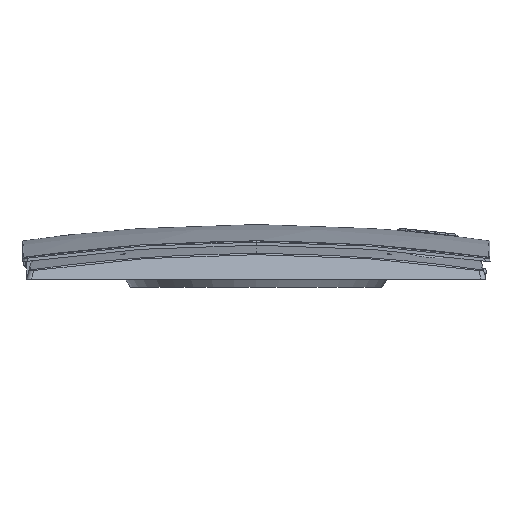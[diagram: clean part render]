
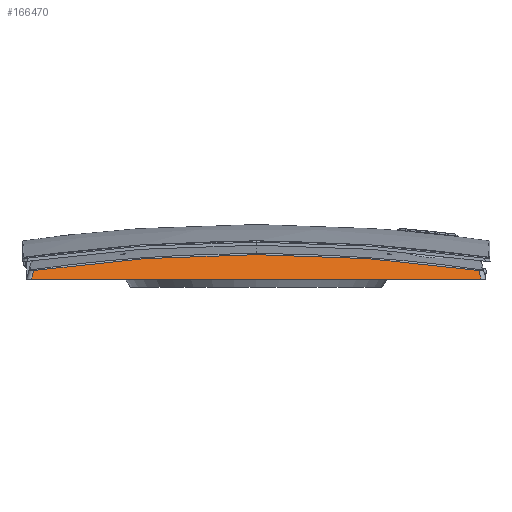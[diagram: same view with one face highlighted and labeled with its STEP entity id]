
A CAD part, left-side view. The second image highlights one B-rep face of the part: STEP entity #166470.
In plain terms, the highlighted planar face has unit normal (-0.966, 0, 0.259).
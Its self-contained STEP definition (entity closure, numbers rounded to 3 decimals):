
#46590=CARTESIAN_POINT('',(-138.036,-135.138,-2.));
#46600=VERTEX_POINT('',#46590);
#46630=CARTESIAN_POINT('',(-137.828,-134.93,
-1.224));
#46640=DIRECTION('',(0.251,0.251,
0.935));
#46650=VECTOR('',#46640,1.);
#46660=LINE('',#46630,#46650);
#46670=CARTESIAN_POINT('',(-136.64,-133.742,
3.209));
#46680=VERTEX_POINT('',#46670);
#46690=EDGE_CURVE('',#46600,#46680,#46660,.T.);
#80330=CARTESIAN_POINT('',(-138.036,135.138,-2.));
#80340=VERTEX_POINT('',#80330);
#80370=CARTESIAN_POINT('',(-138.036,-135.138,-2.));
#80380=DIRECTION('',(0.,1.,0.));
#80390=VECTOR('',#80380,1.);
#80400=LINE('',#80370,#80390);
#80410=EDGE_CURVE('',#46600,#80340,#80400,.T.);
#111650=CARTESIAN_POINT('',(-136.64,133.742,
3.209));
#111660=VERTEX_POINT('',#111650);
#119690=CARTESIAN_POINT('',(-370.585,0.,-869.883));
#119700=DIRECTION('',(-0.966,0.,0.259));
#119710=DIRECTION('',(0.259,0.,0.966));
#119720=AXIS2_PLACEMENT_3D('',#119690,#119700,#119710);
#119730=CIRCLE('',#119720,913.732);
#119740=EDGE_CURVE('',#46680,#111660,#119730,.T.);
#166310=CARTESIAN_POINT('',(-138.036,0.,-2.));
#166320=DIRECTION('',(-0.966,0.,0.259));
#166330=DIRECTION('',(0.,1.,0.));
#166340=AXIS2_PLACEMENT_3D('',#166310,#166320,#166330);
#166350=PLANE('',#166340);
#166360=ORIENTED_EDGE('',*,*,#46690,.T.);
#166370=ORIENTED_EDGE('',*,*,#80410,.F.);
#166380=CARTESIAN_POINT('',(-137.828,134.93,
-1.224));
#166390=DIRECTION('',(0.251,-0.251,
0.935));
#166400=VECTOR('',#166390,1.);
#166410=LINE('',#166380,#166400);
#166420=EDGE_CURVE('',#80340,#111660,#166410,.T.);
#166430=ORIENTED_EDGE('',*,*,#166420,.F.);
#166440=ORIENTED_EDGE('',*,*,#119740,.T.);
#166450=EDGE_LOOP('',(#166440,#166430,#166370,#166360));
#166460=FACE_OUTER_BOUND('',#166450,.T.);
#166470=ADVANCED_FACE('',(#166460),#166350,.T.);
